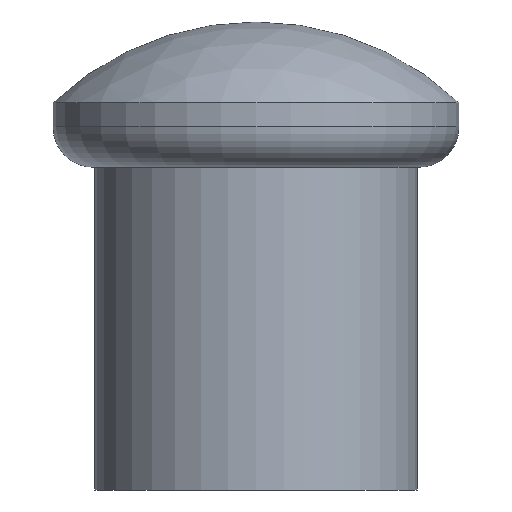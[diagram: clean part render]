
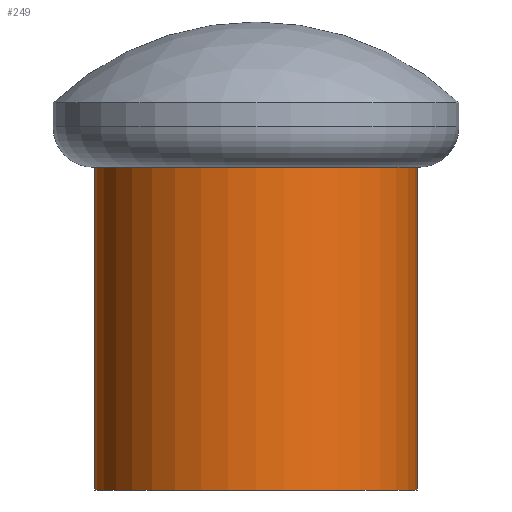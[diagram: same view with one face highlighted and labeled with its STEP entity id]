
A CAD part, front view. The second image highlights one B-rep face of the part: STEP entity #249.
In plain terms, the highlighted cylindrical face has radius 5 mm (diameter 10 mm), a partial arc.
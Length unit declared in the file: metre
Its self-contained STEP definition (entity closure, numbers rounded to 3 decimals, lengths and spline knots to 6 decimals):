
#5 = VERTEX_POINT ( 'NONE', #124 ) ;
#25 = EDGE_CURVE ( 'NONE', #5, #245, #224, .T. ) ;
#27 = DIRECTION ( 'NONE',  ( 0., 0., -1. ) ) ;
#31 = EDGE_CURVE ( 'NONE', #120, #77, #266, .T. ) ;
#33 = DIRECTION ( 'NONE',  ( 0., 0., -1. ) ) ;
#47 = DIRECTION ( 'NONE',  ( 0., 0., 1. ) ) ;
#66 = ORIENTED_EDGE ( 'NONE', *, *, #243, .T. ) ;
#67 = ORIENTED_EDGE ( 'NONE', *, *, #31, .T. ) ;
#73 = CARTESIAN_POINT ( 'NONE',  ( -0.086692, 0.187117, 0.024142 ) ) ;
#77 = VERTEX_POINT ( 'NONE', #159 ) ;
#78 = AXIS2_PLACEMENT_3D ( 'NONE', #119, #115, #238 ) ;
#88 = DIRECTION ( 'NONE',  ( -1., 0., 0. ) ) ;
#95 = FACE_OUTER_BOUND ( 'NONE', #158, .T. ) ;
#96 = CARTESIAN_POINT ( 'NONE',  ( -0.076692, 0.187117, 0. ) ) ;
#108 = ORIENTED_EDGE ( 'NONE', *, *, #217, .F. ) ;
#109 = CARTESIAN_POINT ( 'NONE',  ( -0.081692, 0.187117, 0.01 ) ) ;
#115 = DIRECTION ( 'NONE',  ( 0., 0., 1. ) ) ;
#119 = CARTESIAN_POINT ( 'NONE',  ( -0.081692, 0.187117, 0. ) ) ;
#120 = VERTEX_POINT ( 'NONE', #253 ) ;
#124 = CARTESIAN_POINT ( 'NONE',  ( -0.076692, 0.187117, 0.01 ) ) ;
#129 = VECTOR ( 'NONE', #33, 1. ) ;
#145 = CIRCLE ( 'NONE', #165, 0.005 ) ;
#153 = DIRECTION ( 'NONE',  ( 0., 0., -1. ) ) ;
#155 = CIRCLE ( 'NONE', #78, 0.005 ) ;
#158 = EDGE_LOOP ( 'NONE', ( #229, #108, #67, #66 ) ) ;
#159 = CARTESIAN_POINT ( 'NONE',  ( -0.086692, 0.187117, 0. ) ) ;
#165 = AXIS2_PLACEMENT_3D ( 'NONE', #109, #47, #280 ) ;
#173 = CARTESIAN_POINT ( 'NONE',  ( -0.081692, 0.187117, 0.024142 ) ) ;
#177 = CARTESIAN_POINT ( 'NONE',  ( -0.076692, 0.187117, 0.024142 ) ) ;
#217 = EDGE_CURVE ( 'NONE', #120, #5, #145, .T. ) ;
#223 = AXIS2_PLACEMENT_3D ( 'NONE', #173, #27, #88 ) ;
#224 = LINE ( 'NONE', #177, #129 ) ;
#229 = ORIENTED_EDGE ( 'NONE', *, *, #25, .F. ) ;
#238 = DIRECTION ( 'NONE',  ( 1., 0., 0. ) ) ;
#241 = VECTOR ( 'NONE', #153, 1. ) ;
#243 = EDGE_CURVE ( 'NONE', #77, #245, #155, .T. ) ;
#245 = VERTEX_POINT ( 'NONE', #96 ) ;
#249 = ADVANCED_FACE ( 'NONE', ( #95 ), #268, .T. ) ;
#253 = CARTESIAN_POINT ( 'NONE',  ( -0.086692, 0.187117, 0.01 ) ) ;
#266 = LINE ( 'NONE', #73, #241 ) ;
#268 = CYLINDRICAL_SURFACE ( 'NONE', #223, 0.005 ) ;
#280 = DIRECTION ( 'NONE',  ( 1., 0., 0. ) ) ;
